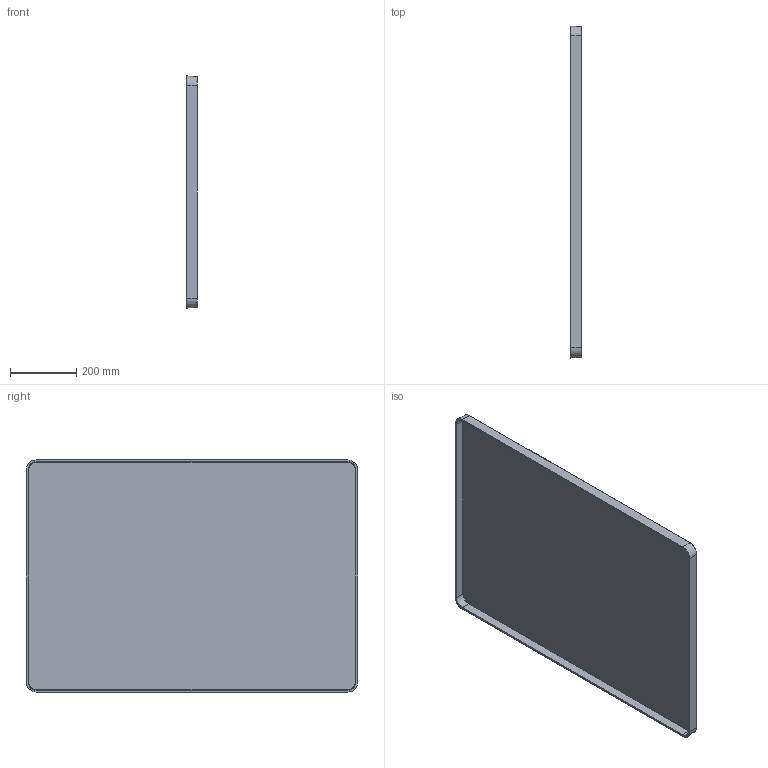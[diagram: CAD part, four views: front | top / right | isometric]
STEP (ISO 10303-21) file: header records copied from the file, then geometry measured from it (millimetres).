
FILE_DESCRIPTION(('CATIA V6 STEP','CAx-IF Rec.Pracs.--- Model Styling and Organization---1.5--- 2016-08-15','CAx-IF Rec.Pracs.---Supplemental Geometry---1.0---2011-11-01','CAx-IF Rec.Pracs.--- Composite Materials ---3.4---2017-06-13','CAx-IF Rec.Pracs.---Tessellated 3D Geometry---1.0---2015-12-17'),'2;1');
FILE_NAME('prd-HG-00535247.stp','2023-10-13T13:24:55+00:00',('none'),('none'),'3DEXPERIENCE Platform3DEXPERIENCE R2021x HotFix 8','3DEXPERIENCE Platform STEP AP242 v2','none');
FILE_SCHEMA(('AP242_MANAGED_MODEL_BASED_3D_ENGINEERING_MIM_LF {1 0 10303 442 1 1 4}'));
Length unit declared in the file: millimetre
Products named in the file (3): P-2_HG_Xarita_Lite_Q_Spie_1000_hor_LED_WS; P-2_Good_mirror_Frame_1000X700; Luna Good Mirror_TOP_55_R23_987X687
Assembly tree (2 placements, depth 2):
  P-2_HG_Xarita_Lite_Q_Spie_1000_hor_LED_WS
    P-2_Good_mirror_Frame_1000X700
    Luna Good Mirror_TOP_55_R23_987X687
Bounding box: 33 x 999.98 x 699.98 mm (x, y, z)
Volume: 3256067.2 mm3; surface area: 1627541.6 mm2
Topology: 2 solids, 2 shells, 194 faces, 564 edges, 388 vertices
Faces by surface type: plane 66, cylinder 64, torus 28, bspline 28, cone 8
Entity records: 7276 total; most frequent: CARTESIAN_POINT 2532, ORIENTED_EDGE 1128, DIRECTION 693, EDGE_CURVE 564, VERTEX_POINT 388, AXIS2_PLACEMENT_3D 336, VECTOR 218, LINE 218
